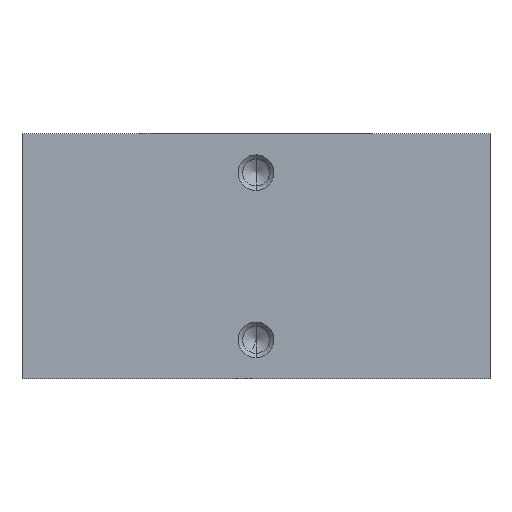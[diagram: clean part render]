
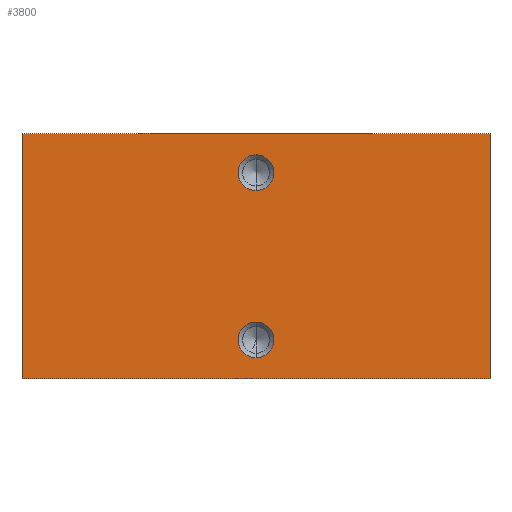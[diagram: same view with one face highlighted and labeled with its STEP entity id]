
A CAD part, front view. The second image highlights one B-rep face of the part: STEP entity #3800.
In plain terms, the highlighted planar face has unit normal (0, -1, 0).
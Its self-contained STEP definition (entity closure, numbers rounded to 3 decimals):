
#3092=DIRECTION('',(0.,0.,1.));
#3093=VECTOR('',#3092,22.);
#3094=CARTESIAN_POINT('',(-21.,-11.,-11.));
#3095=LINE('',#3094,#3093);
#3096=DIRECTION('',(1.,0.,0.));
#3097=VECTOR('',#3096,42.);
#3098=CARTESIAN_POINT('',(-21.,-11.,11.));
#3099=LINE('',#3098,#3097);
#3100=DIRECTION('',(0.,0.,-1.));
#3101=VECTOR('',#3100,22.);
#3102=CARTESIAN_POINT('',(21.,-11.,11.));
#3103=LINE('',#3102,#3101);
#3104=DIRECTION('',(-1.,0.,0.));
#3105=VECTOR('',#3104,42.);
#3106=CARTESIAN_POINT('',(21.,-11.,-11.));
#3107=LINE('',#3106,#3105);
#3108=CARTESIAN_POINT('',(0.,-11.,-7.5));
#3109=DIRECTION('',(0.,1.,0.));
#3110=DIRECTION('',(0.,0.,-1.));
#3111=AXIS2_PLACEMENT_3D('',#3108,#3109,#3110);
#3113=CARTESIAN_POINT('',(0.,-11.,-7.5));
#3114=DIRECTION('',(0.,1.,0.));
#3115=DIRECTION('',(0.,0.,1.));
#3116=AXIS2_PLACEMENT_3D('',#3113,#3114,#3115);
#3118=CARTESIAN_POINT('',(0.,-11.,7.5));
#3119=DIRECTION('',(0.,-1.,0.));
#3120=DIRECTION('',(0.,0.,1.));
#3121=AXIS2_PLACEMENT_3D('',#3118,#3119,#3120);
#3123=CARTESIAN_POINT('',(0.,-11.,7.5));
#3124=DIRECTION('',(0.,-1.,0.));
#3125=DIRECTION('',(0.,0.,-1.));
#3126=AXIS2_PLACEMENT_3D('',#3123,#3124,#3125);
#3640=CARTESIAN_POINT('',(-21.,-11.,-11.));
#3641=CARTESIAN_POINT('',(-21.,-11.,11.));
#3642=VERTEX_POINT('',#3640);
#3643=VERTEX_POINT('',#3641);
#3644=CARTESIAN_POINT('',(21.,-11.,11.));
#3645=VERTEX_POINT('',#3644);
#3646=CARTESIAN_POINT('',(21.,-11.,-11.));
#3647=VERTEX_POINT('',#3646);
#3696=CARTESIAN_POINT('',(0.,-11.,-9.1));
#3697=CARTESIAN_POINT('',(0.,-11.,-5.9));
#3698=VERTEX_POINT('',#3696);
#3699=VERTEX_POINT('',#3697);
#3710=CARTESIAN_POINT('',(0.,-11.,9.1));
#3711=CARTESIAN_POINT('',(0.,-11.,5.9));
#3712=VERTEX_POINT('',#3710);
#3713=VERTEX_POINT('',#3711);
#3773=CARTESIAN_POINT('',(0.,-11.,0.));
#3774=DIRECTION('',(0.,1.,0.));
#3775=DIRECTION('',(1.,0.,0.));
#3776=AXIS2_PLACEMENT_3D('',#3773,#3774,#3775);
#3777=PLANE('',#3776);
#3779=ORIENTED_EDGE('',*,*,#3778,.T.);
#3781=ORIENTED_EDGE('',*,*,#3780,.T.);
#3783=ORIENTED_EDGE('',*,*,#3782,.T.);
#3785=ORIENTED_EDGE('',*,*,#3784,.T.);
#3786=EDGE_LOOP('',(#3779,#3781,#3783,#3785));
#3787=FACE_OUTER_BOUND('',#3786,.F.);
#3789=ORIENTED_EDGE('',*,*,#3788,.F.);
#3791=ORIENTED_EDGE('',*,*,#3790,.F.);
#3792=EDGE_LOOP('',(#3789,#3791));
#3793=FACE_BOUND('',#3792,.F.);
#3795=ORIENTED_EDGE('',*,*,#3794,.T.);
#3797=ORIENTED_EDGE('',*,*,#3796,.T.);
#3798=EDGE_LOOP('',(#3795,#3797));
#3799=FACE_BOUND('',#3798,.F.);
#3800=ADVANCED_FACE('',(#3787,#3793,#3799),#3777,.F.);
#3112=CIRCLE('',#3111,1.6);
#3117=CIRCLE('',#3116,1.6);
#3122=CIRCLE('',#3121,1.6);
#3127=CIRCLE('',#3126,1.6);
#3778=EDGE_CURVE('',#3642,#3643,#3095,.T.);
#3780=EDGE_CURVE('',#3643,#3645,#3099,.T.);
#3782=EDGE_CURVE('',#3645,#3647,#3103,.T.);
#3784=EDGE_CURVE('',#3647,#3642,#3107,.T.);
#3788=EDGE_CURVE('',#3698,#3699,#3112,.T.);
#3790=EDGE_CURVE('',#3699,#3698,#3117,.T.);
#3794=EDGE_CURVE('',#3712,#3713,#3122,.T.);
#3796=EDGE_CURVE('',#3713,#3712,#3127,.T.);
